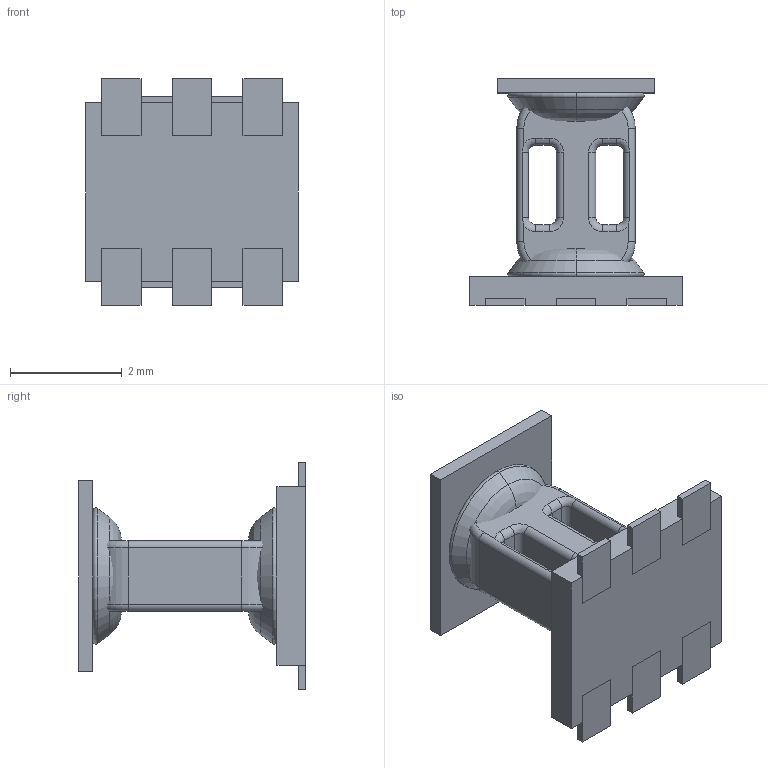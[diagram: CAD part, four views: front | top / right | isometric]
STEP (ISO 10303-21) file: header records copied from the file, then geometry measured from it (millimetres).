
FILE_DESCRIPTION (( 'STEP AP214' ), '1' );
FILE_NAME ('TCM1-63AX+.STEP', '2018-11-14T07:22:09', ( '' ), ( '' ), 'SwSTEP 2.0', 'SolidWorks 2017', '' );
FILE_SCHEMA (( 'AUTOMOTIVE_DESIGN' ));
Length unit declared in the file: inch
Products named in the file (1): TCM1-63AX+
Bounding box: 3.81 x 4.06 x 4.06 mm (x, y, z)
Volume: 19.1 mm3; surface area: 118.4 mm2
Topology: 11 solids, 11 shells, 162 faces, 376 edges, 232 vertices
Faces by surface type: plane 90, cylinder 36, torus 32, cone 4
Entity records: 4796 total; most frequent: DIRECTION 814, CARTESIAN_POINT 795, ORIENTED_EDGE 752, EDGE_CURVE 376, AXIS2_PLACEMENT_3D 283, VECTOR 248, LINE 248, VERTEX_POINT 232
